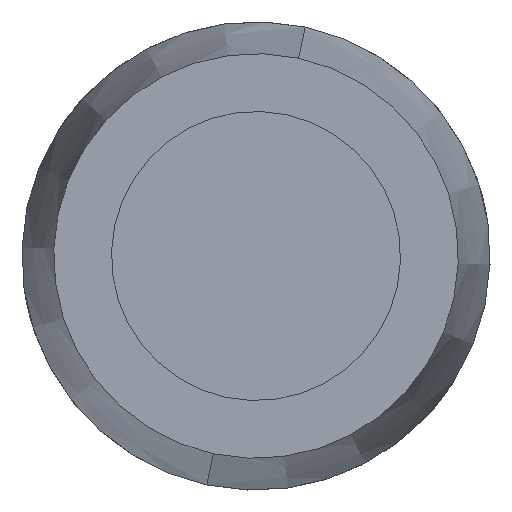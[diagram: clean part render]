
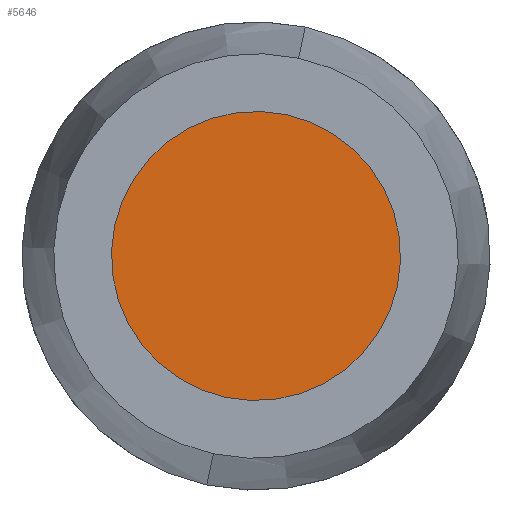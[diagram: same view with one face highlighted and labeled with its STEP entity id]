
A CAD part, left-side view. The second image highlights one B-rep face of the part: STEP entity #5646.
In plain terms, the highlighted planar face has unit normal (-1, 0, 0).
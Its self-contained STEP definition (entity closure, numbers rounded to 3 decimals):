
#659=CARTESIAN_POINT('',(-137.2,0.,0.));
#660=DIRECTION('',(-1.,0.,0.));
#661=DIRECTION('',(0.,-0.21,0.978));
#662=AXIS2_PLACEMENT_3D('',#659,#660,#661);
#664=CARTESIAN_POINT('',(-137.2,0.,0.));
#665=DIRECTION('',(-1.,0.,0.));
#666=DIRECTION('',(0.,0.21,-0.978));
#667=AXIS2_PLACEMENT_3D('',#664,#665,#666);
#4064=CARTESIAN_POINT('',(-137.2,-1.05,4.888));
#4065=VERTEX_POINT('',#4064);
#4066=CARTESIAN_POINT('',(-137.2,1.05,-4.888));
#4067=VERTEX_POINT('',#4066);
#5637=CARTESIAN_POINT('',(-137.2,0.,0.));
#5638=DIRECTION('',(1.,0.,0.));
#5639=DIRECTION('',(0.,-0.21,0.978));
#5640=AXIS2_PLACEMENT_3D('',#5637,#5638,#5639);
#5641=PLANE('',#5640);
#5642=ORIENTED_EDGE('',*,*,#5617,.F.);
#5643=ORIENTED_EDGE('',*,*,#5631,.F.);
#5644=EDGE_LOOP('',(#5642,#5643));
#5645=FACE_OUTER_BOUND('',#5644,.F.);
#663=CIRCLE('',#662,5.);
#668=CIRCLE('',#667,5.);
#5617=EDGE_CURVE('',#4065,#4067,#663,.T.);
#5631=EDGE_CURVE('',#4067,#4065,#668,.T.);
#5646=ADVANCED_FACE('',(#5645),#5641,.F.);
